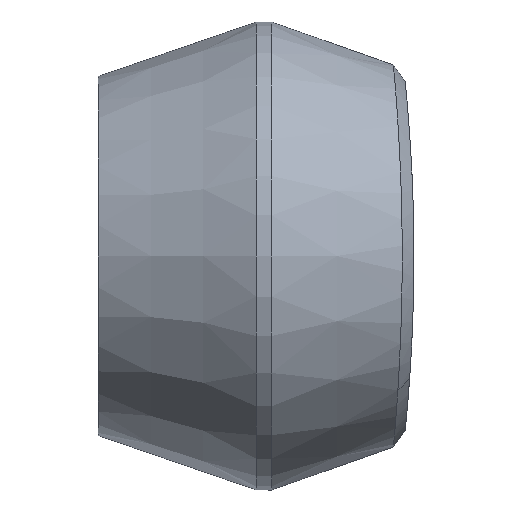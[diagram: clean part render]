
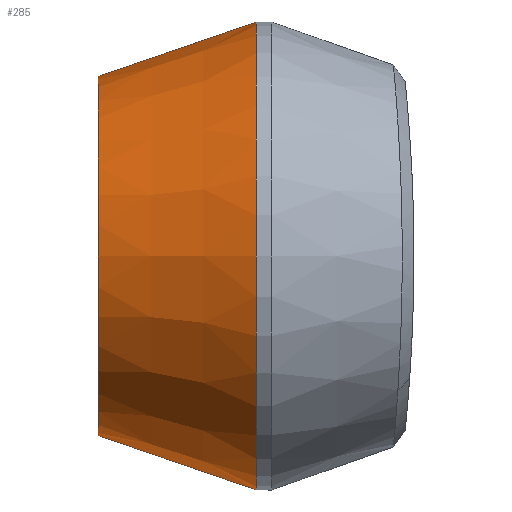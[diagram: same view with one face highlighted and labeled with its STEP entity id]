
A CAD part, left-side view. The second image highlights one B-rep face of the part: STEP entity #285.
In plain terms, the highlighted conical face has half-angle 18.979 degrees and reference radius 19.498 mm.
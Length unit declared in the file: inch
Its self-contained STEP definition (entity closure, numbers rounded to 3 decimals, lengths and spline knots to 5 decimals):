
#20 = CARTESIAN_POINT ( 'NONE',  ( 0., 7.63684, 0. ) ) ;
#35 = CONICAL_SURFACE ( 'NONE', #147, 0.76763, 0.331 ) ;
#54 = FACE_OUTER_BOUND ( 'NONE', #229, .T. ) ;
#76 = CIRCLE ( 'NONE', #250, 0.76763 ) ;
#147 = AXIS2_PLACEMENT_3D ( 'NONE', #223, #793, #382 ) ;
#180 = VECTOR ( 'NONE', #867, 39.37008 ) ;
#186 = VERTEX_POINT ( 'NONE', #626 ) ;
#223 = CARTESIAN_POINT ( 'NONE',  ( 0., 8.3125, 0. ) ) ;
#229 = EDGE_LOOP ( 'NONE', ( #958, #875, #827, #1002 ) ) ;
#250 = AXIS2_PLACEMENT_3D ( 'NONE', #1019, #879, #1041 ) ;
#279 = AXIS2_PLACEMENT_3D ( 'NONE', #20, #353, #342 ) ;
#285 = ADVANCED_FACE ( 'NONE', ( #54 ), #35, .T. ) ;
#291 = CARTESIAN_POINT ( 'NONE',  ( 0., 8.3125, -0.76763 ) ) ;
#316 = VECTOR ( 'NONE', #945, 39.37008 ) ;
#317 = CIRCLE ( 'NONE', #279, 1. ) ;
#342 = DIRECTION ( 'NONE',  ( 0., 0., -1. ) ) ;
#353 = DIRECTION ( 'NONE',  ( 0., -1., 0. ) ) ;
#382 = DIRECTION ( 'NONE',  ( 0., 0., -1. ) ) ;
#393 = VERTEX_POINT ( 'NONE', #546 ) ;
#419 = EDGE_CURVE ( 'NONE', #1015, #393, #1013, .T. ) ;
#434 = EDGE_CURVE ( 'NONE', #186, #1015, #76, .T. ) ;
#444 = LINE ( 'NONE', #622, #180 ) ;
#546 = CARTESIAN_POINT ( 'NONE',  ( 0., 7.63684, -1. ) ) ;
#571 = CARTESIAN_POINT ( 'NONE',  ( 0., 8.3125, -0.76763 ) ) ;
#622 = CARTESIAN_POINT ( 'NONE',  ( 0., 8.3125, 0.76763 ) ) ;
#626 = CARTESIAN_POINT ( 'NONE',  ( 0., 8.3125, 0.76763 ) ) ;
#688 = VERTEX_POINT ( 'NONE', #1010 ) ;
#773 = EDGE_CURVE ( 'NONE', #186, #688, #444, .T. ) ;
#793 = DIRECTION ( 'NONE',  ( 0., -1., 0. ) ) ;
#827 = ORIENTED_EDGE ( 'NONE', *, *, #419, .T. ) ;
#867 = DIRECTION ( 'NONE',  ( 0., -0.946, 0.325 ) ) ;
#875 = ORIENTED_EDGE ( 'NONE', *, *, #434, .T. ) ;
#879 = DIRECTION ( 'NONE',  ( 0., -1., 0. ) ) ;
#945 = DIRECTION ( 'NONE',  ( 0., -0.946, -0.325 ) ) ;
#958 = ORIENTED_EDGE ( 'NONE', *, *, #773, .F. ) ;
#969 = EDGE_CURVE ( 'NONE', #688, #393, #317, .T. ) ;
#1002 = ORIENTED_EDGE ( 'NONE', *, *, #969, .F. ) ;
#1010 = CARTESIAN_POINT ( 'NONE',  ( 0., 7.63684, 1. ) ) ;
#1013 = LINE ( 'NONE', #291, #316 ) ;
#1015 = VERTEX_POINT ( 'NONE', #571 ) ;
#1019 = CARTESIAN_POINT ( 'NONE',  ( 0., 8.3125, 0. ) ) ;
#1041 = DIRECTION ( 'NONE',  ( 0., 0., -1. ) ) ;
